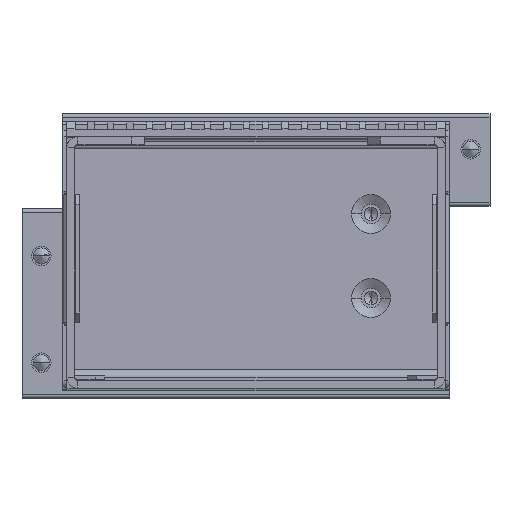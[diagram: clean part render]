
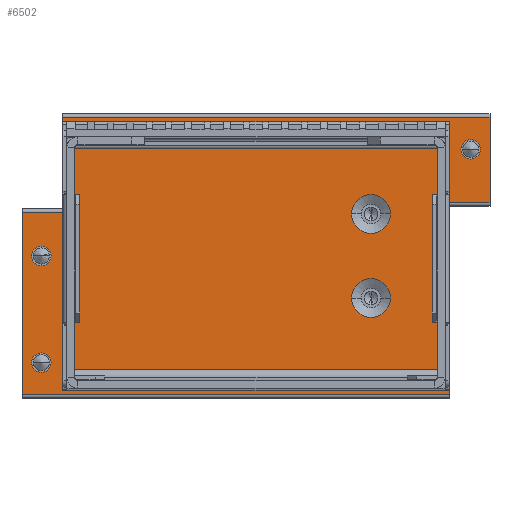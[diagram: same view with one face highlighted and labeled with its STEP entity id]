
A CAD part, top view. The second image highlights one B-rep face of the part: STEP entity #6502.
In plain terms, the highlighted face is planar.
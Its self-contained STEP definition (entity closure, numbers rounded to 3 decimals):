
#4430=DIRECTION('',(0.,-1.,0.));
#4431=VECTOR('',#4430,26.45);
#4432=CARTESIAN_POINT('',(-29.9,8.2,-1.25));
#4433=LINE('',#4432,#4431);
#4437=DIRECTION('',(0.,-1.,0.));
#4438=VECTOR('',#4437,2.5);
#4439=CARTESIAN_POINT('',(29.9,-18.25,-1.25));
#4440=LINE('',#4439,#4438);
#4444=DIRECTION('',(0.,-1.,0.));
#4445=VECTOR('',#4444,0.75);
#4446=CARTESIAN_POINT('',(-29.9,-20.75,-1.25));
#4447=LINE('',#4446,#4445);
#4451=DIRECTION('',(0.,1.,0.));
#4452=VECTOR('',#4451,11.45);
#4453=CARTESIAN_POINT('',(29.9,6.8,-1.25));
#4454=LINE('',#4453,#4452);
#4458=DIRECTION('',(0.,1.,0.));
#4459=VECTOR('',#4458,2.5);
#4460=CARTESIAN_POINT('',(-29.9,18.25,-1.25));
#4461=LINE('',#4460,#4459);
#4465=DIRECTION('',(0.,1.,0.));
#4466=VECTOR('',#4465,0.75);
#4467=CARTESIAN_POINT('',(29.9,20.75,-1.25));
#4468=LINE('',#4467,#4466);
#4472=CARTESIAN_POINT('',(33.2,-16.5,-1.25));
#4473=DIRECTION('',(0.,0.,-1.));
#4474=DIRECTION('',(-1.,0.,0.));
#4475=AXIS2_PLACEMENT_3D('',#4472,#4473,#4474);
#4480=CARTESIAN_POINT('',(33.2,-16.5,-1.25));
#4481=DIRECTION('',(0.,0.,-1.));
#4482=DIRECTION('',(1.,0.,0.));
#4483=AXIS2_PLACEMENT_3D('',#4480,#4481,#4482);
#4488=CARTESIAN_POINT('',(-33.2,16.5,-1.25));
#4489=DIRECTION('',(0.,0.,-1.));
#4490=DIRECTION('',(-1.,0.,0.));
#4491=AXIS2_PLACEMENT_3D('',#4488,#4489,#4490);
#4496=CARTESIAN_POINT('',(-33.2,16.5,-1.25));
#4497=DIRECTION('',(0.,0.,-1.));
#4498=DIRECTION('',(1.,0.,0.));
#4499=AXIS2_PLACEMENT_3D('',#4496,#4497,#4498);
#4504=CARTESIAN_POINT('',(-17.8,-6.5,-1.25));
#4505=DIRECTION('',(0.,0.,-1.));
#4506=DIRECTION('',(1.,0.,0.));
#4507=AXIS2_PLACEMENT_3D('',#4504,#4505,#4506);
#4512=CARTESIAN_POINT('',(-17.8,-6.5,-1.25));
#4513=DIRECTION('',(0.,0.,-1.));
#4514=DIRECTION('',(0.,-1.,0.));
#4515=AXIS2_PLACEMENT_3D('',#4512,#4513,#4514);
#4520=CARTESIAN_POINT('',(-17.8,-6.5,-1.25));
#4521=DIRECTION('',(0.,0.,-1.));
#4522=DIRECTION('',(-1.,0.,0.));
#4523=AXIS2_PLACEMENT_3D('',#4520,#4521,#4522);
#4528=CARTESIAN_POINT('',(-17.8,-6.5,-1.25));
#4529=DIRECTION('',(0.,0.,-1.));
#4530=DIRECTION('',(0.,1.,0.));
#4531=AXIS2_PLACEMENT_3D('',#4528,#4529,#4530);
#4536=CARTESIAN_POINT('',(-17.8,6.5,-1.25));
#4537=DIRECTION('',(0.,0.,-1.));
#4538=DIRECTION('',(1.,0.,0.));
#4539=AXIS2_PLACEMENT_3D('',#4536,#4537,#4538);
#4544=CARTESIAN_POINT('',(-17.8,6.5,-1.25));
#4545=DIRECTION('',(0.,0.,-1.));
#4546=DIRECTION('',(0.,-1.,0.));
#4547=AXIS2_PLACEMENT_3D('',#4544,#4545,#4546);
#4552=CARTESIAN_POINT('',(-17.8,6.5,-1.25));
#4553=DIRECTION('',(0.,0.,-1.));
#4554=DIRECTION('',(-1.,0.,0.));
#4555=AXIS2_PLACEMENT_3D('',#4552,#4553,#4554);
#4560=CARTESIAN_POINT('',(-17.8,6.5,-1.25));
#4561=DIRECTION('',(0.,0.,-1.));
#4562=DIRECTION('',(0.,1.,0.));
#4563=AXIS2_PLACEMENT_3D('',#4560,#4561,#4562);
#4568=CARTESIAN_POINT('',(33.2,0.,-1.25));
#4569=DIRECTION('',(0.,0.,-1.));
#4570=DIRECTION('',(-1.,0.,0.));
#4571=AXIS2_PLACEMENT_3D('',#4568,#4569,#4570);
#4576=CARTESIAN_POINT('',(33.2,0.,-1.25));
#4577=DIRECTION('',(0.,0.,-1.));
#4578=DIRECTION('',(1.,0.,0.));
#4579=AXIS2_PLACEMENT_3D('',#4576,#4577,#4578);
#4591=DIRECTION('',(-1.,0.,0.));
#4592=VECTOR('',#4591,6.3);
#4593=CARTESIAN_POINT('',(-29.9,8.2,-1.25));
#4594=LINE('',#4593,#4592);
#4621=DIRECTION('',(0.,1.,0.));
#4622=VECTOR('',#4621,13.3);
#4623=CARTESIAN_POINT('',(-36.2,8.2,-1.25));
#4624=LINE('',#4623,#4622);
#4894=DIRECTION('',(1.,0.,0.));
#4895=VECTOR('',#4894,66.1);
#4896=CARTESIAN_POINT('',(-36.2,21.5,-1.25));
#4897=LINE('',#4896,#4895);
#4985=DIRECTION('',(1.,0.,0.));
#4986=VECTOR('',#4985,6.3);
#4987=CARTESIAN_POINT('',(29.9,6.8,-1.25));
#4988=LINE('',#4987,#4986);
#5023=DIRECTION('',(0.,-1.,0.));
#5024=VECTOR('',#5023,28.3);
#5025=CARTESIAN_POINT('',(36.2,6.8,-1.25));
#5026=LINE('',#5025,#5024);
#5066=DIRECTION('',(-1.,0.,0.));
#5067=VECTOR('',#5066,66.1);
#5068=CARTESIAN_POINT('',(36.2,-21.5,-1.25));
#5069=LINE('',#5068,#5067);
#5094=DIRECTION('',(-1.,0.,0.));
#5095=VECTOR('',#5094,59.8);
#5096=CARTESIAN_POINT('',(29.9,20.75,-1.25));
#5097=LINE('',#5096,#5095);
#5263=DIRECTION('',(1.,0.,0.));
#5264=VECTOR('',#5263,59.8);
#5265=CARTESIAN_POINT('',(-29.9,18.25,-1.25));
#5266=LINE('',#5265,#5264);
#5723=DIRECTION('',(1.,0.,0.));
#5724=VECTOR('',#5723,59.8);
#5725=CARTESIAN_POINT('',(-29.9,-20.75,-1.25));
#5726=LINE('',#5725,#5724);
#5870=DIRECTION('',(-1.,0.,0.));
#5871=VECTOR('',#5870,59.8);
#5872=CARTESIAN_POINT('',(29.9,-18.25,-1.25));
#5873=LINE('',#5872,#5871);
#6117=CARTESIAN_POINT('',(-29.9,8.2,-1.25));
#6118=CARTESIAN_POINT('',(-36.2,8.2,-1.25));
#6119=VERTEX_POINT('',#6117);
#6120=VERTEX_POINT('',#6118);
#6121=CARTESIAN_POINT('',(-29.9,-18.25,-1.25));
#6122=VERTEX_POINT('',#6121);
#6123=CARTESIAN_POINT('',(29.9,-18.25,-1.25));
#6124=VERTEX_POINT('',#6123);
#6125=CARTESIAN_POINT('',(29.9,-20.75,-1.25));
#6126=VERTEX_POINT('',#6125);
#6127=CARTESIAN_POINT('',(-29.9,-20.75,-1.25));
#6128=VERTEX_POINT('',#6127);
#6129=CARTESIAN_POINT('',(-29.9,-21.5,-1.25));
#6130=VERTEX_POINT('',#6129);
#6131=CARTESIAN_POINT('',(36.2,-21.5,-1.25));
#6132=VERTEX_POINT('',#6131);
#6133=CARTESIAN_POINT('',(36.2,6.8,-1.25));
#6134=VERTEX_POINT('',#6133);
#6135=CARTESIAN_POINT('',(29.9,6.8,-1.25));
#6136=VERTEX_POINT('',#6135);
#6137=CARTESIAN_POINT('',(29.9,18.25,-1.25));
#6138=VERTEX_POINT('',#6137);
#6139=CARTESIAN_POINT('',(-29.9,18.25,-1.25));
#6140=VERTEX_POINT('',#6139);
#6141=CARTESIAN_POINT('',(-29.9,20.75,-1.25));
#6142=VERTEX_POINT('',#6141);
#6143=CARTESIAN_POINT('',(29.9,20.75,-1.25));
#6144=VERTEX_POINT('',#6143);
#6145=CARTESIAN_POINT('',(29.9,21.5,-1.25));
#6146=VERTEX_POINT('',#6145);
#6147=CARTESIAN_POINT('',(-36.2,21.5,-1.25));
#6148=VERTEX_POINT('',#6147);
#6149=CARTESIAN_POINT('',(31.7,-16.5,-1.25));
#6150=CARTESIAN_POINT('',(34.7,-16.5,-1.25));
#6151=VERTEX_POINT('',#6149);
#6152=VERTEX_POINT('',#6150);
#6153=CARTESIAN_POINT('',(-34.7,16.5,-1.25));
#6154=CARTESIAN_POINT('',(-31.7,16.5,-1.25));
#6155=VERTEX_POINT('',#6153);
#6156=VERTEX_POINT('',#6154);
#6157=CARTESIAN_POINT('',(-14.8,-6.5,-1.25));
#6158=CARTESIAN_POINT('',(-17.8,-9.5,-1.25));
#6159=VERTEX_POINT('',#6157);
#6160=VERTEX_POINT('',#6158);
#6161=CARTESIAN_POINT('',(-20.8,-6.5,-1.25));
#6162=VERTEX_POINT('',#6161);
#6163=CARTESIAN_POINT('',(-17.8,-3.5,-1.25));
#6164=VERTEX_POINT('',#6163);
#6165=CARTESIAN_POINT('',(-14.8,6.5,-1.25));
#6166=CARTESIAN_POINT('',(-17.8,3.5,-1.25));
#6167=VERTEX_POINT('',#6165);
#6168=VERTEX_POINT('',#6166);
#6169=CARTESIAN_POINT('',(-20.8,6.5,-1.25));
#6170=VERTEX_POINT('',#6169);
#6171=CARTESIAN_POINT('',(-17.8,9.5,-1.25));
#6172=VERTEX_POINT('',#6171);
#6173=CARTESIAN_POINT('',(31.7,0.,-1.25));
#6174=CARTESIAN_POINT('',(34.7,0.,-1.25));
#6175=VERTEX_POINT('',#6173);
#6176=VERTEX_POINT('',#6174);
#6425=CARTESIAN_POINT('',(0.,0.,-1.25));
#6426=DIRECTION('',(0.,0.,1.));
#6427=DIRECTION('',(1.,0.,0.));
#6428=AXIS2_PLACEMENT_3D('',#6425,#6426,#6427);
#6429=PLANE('',#6428);
#6431=ORIENTED_EDGE('',*,*,#6430,.F.);
#6433=ORIENTED_EDGE('',*,*,#6432,.T.);
#6435=ORIENTED_EDGE('',*,*,#6434,.F.);
#6437=ORIENTED_EDGE('',*,*,#6436,.T.);
#6439=ORIENTED_EDGE('',*,*,#6438,.F.);
#6441=ORIENTED_EDGE('',*,*,#6440,.T.);
#6443=ORIENTED_EDGE('',*,*,#6442,.F.);
#6445=ORIENTED_EDGE('',*,*,#6444,.F.);
#6447=ORIENTED_EDGE('',*,*,#6446,.F.);
#6449=ORIENTED_EDGE('',*,*,#6448,.T.);
#6451=ORIENTED_EDGE('',*,*,#6450,.F.);
#6453=ORIENTED_EDGE('',*,*,#6452,.T.);
#6455=ORIENTED_EDGE('',*,*,#6454,.F.);
#6457=ORIENTED_EDGE('',*,*,#6456,.T.);
#6459=ORIENTED_EDGE('',*,*,#6458,.F.);
#6461=ORIENTED_EDGE('',*,*,#6460,.F.);
#6462=EDGE_LOOP('',(#6431,#6433,#6435,#6437,#6439,#6441,#6443,#6445,#6447,#6449,
#6451,#6453,#6455,#6457,#6459,#6461));
#6463=FACE_OUTER_BOUND('',#6462,.F.);
#6465=ORIENTED_EDGE('',*,*,#6464,.T.);
#6467=ORIENTED_EDGE('',*,*,#6466,.T.);
#6468=EDGE_LOOP('',(#6465,#6467));
#6469=FACE_BOUND('',#6468,.F.);
#6471=ORIENTED_EDGE('',*,*,#6470,.T.);
#6473=ORIENTED_EDGE('',*,*,#6472,.T.);
#6474=EDGE_LOOP('',(#6471,#6473));
#6475=FACE_BOUND('',#6474,.F.);
#6477=ORIENTED_EDGE('',*,*,#6476,.T.);
#6479=ORIENTED_EDGE('',*,*,#6478,.T.);
#6481=ORIENTED_EDGE('',*,*,#6480,.T.);
#6483=ORIENTED_EDGE('',*,*,#6482,.T.);
#6484=EDGE_LOOP('',(#6477,#6479,#6481,#6483));
#6485=FACE_BOUND('',#6484,.F.);
#6487=ORIENTED_EDGE('',*,*,#6486,.T.);
#6489=ORIENTED_EDGE('',*,*,#6488,.T.);
#6491=ORIENTED_EDGE('',*,*,#6490,.T.);
#6493=ORIENTED_EDGE('',*,*,#6492,.T.);
#6494=EDGE_LOOP('',(#6487,#6489,#6491,#6493));
#6495=FACE_BOUND('',#6494,.F.);
#6497=ORIENTED_EDGE('',*,*,#6496,.T.);
#6499=ORIENTED_EDGE('',*,*,#6498,.T.);
#6500=EDGE_LOOP('',(#6497,#6499));
#6501=FACE_BOUND('',#6500,.F.);
#4476=CIRCLE('',#4475,1.5);
#4484=CIRCLE('',#4483,1.5);
#4492=CIRCLE('',#4491,1.5);
#4500=CIRCLE('',#4499,1.5);
#4508=CIRCLE('',#4507,3.);
#4516=CIRCLE('',#4515,3.);
#4524=CIRCLE('',#4523,3.);
#4532=CIRCLE('',#4531,3.);
#4540=CIRCLE('',#4539,3.);
#4548=CIRCLE('',#4547,3.);
#4556=CIRCLE('',#4555,3.);
#4564=CIRCLE('',#4563,3.);
#4572=CIRCLE('',#4571,1.5);
#4580=CIRCLE('',#4579,1.5);
#6430=EDGE_CURVE('',#6119,#6120,#4594,.T.);
#6432=EDGE_CURVE('',#6119,#6122,#4433,.T.);
#6434=EDGE_CURVE('',#6124,#6122,#5873,.T.);
#6436=EDGE_CURVE('',#6124,#6126,#4440,.T.);
#6438=EDGE_CURVE('',#6128,#6126,#5726,.T.);
#6440=EDGE_CURVE('',#6128,#6130,#4447,.T.);
#6442=EDGE_CURVE('',#6132,#6130,#5069,.T.);
#6444=EDGE_CURVE('',#6134,#6132,#5026,.T.);
#6446=EDGE_CURVE('',#6136,#6134,#4988,.T.);
#6448=EDGE_CURVE('',#6136,#6138,#4454,.T.);
#6450=EDGE_CURVE('',#6140,#6138,#5266,.T.);
#6452=EDGE_CURVE('',#6140,#6142,#4461,.T.);
#6454=EDGE_CURVE('',#6144,#6142,#5097,.T.);
#6456=EDGE_CURVE('',#6144,#6146,#4468,.T.);
#6458=EDGE_CURVE('',#6148,#6146,#4897,.T.);
#6460=EDGE_CURVE('',#6120,#6148,#4624,.T.);
#6464=EDGE_CURVE('',#6151,#6152,#4476,.T.);
#6466=EDGE_CURVE('',#6152,#6151,#4484,.T.);
#6470=EDGE_CURVE('',#6155,#6156,#4492,.T.);
#6472=EDGE_CURVE('',#6156,#6155,#4500,.T.);
#6476=EDGE_CURVE('',#6159,#6160,#4508,.T.);
#6478=EDGE_CURVE('',#6160,#6162,#4516,.T.);
#6480=EDGE_CURVE('',#6162,#6164,#4524,.T.);
#6482=EDGE_CURVE('',#6164,#6159,#4532,.T.);
#6486=EDGE_CURVE('',#6167,#6168,#4540,.T.);
#6488=EDGE_CURVE('',#6168,#6170,#4548,.T.);
#6490=EDGE_CURVE('',#6170,#6172,#4556,.T.);
#6492=EDGE_CURVE('',#6172,#6167,#4564,.T.);
#6496=EDGE_CURVE('',#6175,#6176,#4572,.T.);
#6498=EDGE_CURVE('',#6176,#6175,#4580,.T.);
#6502=ADVANCED_FACE('',(#6463,#6469,#6475,#6485,#6495,#6501),#6429,.F.);
